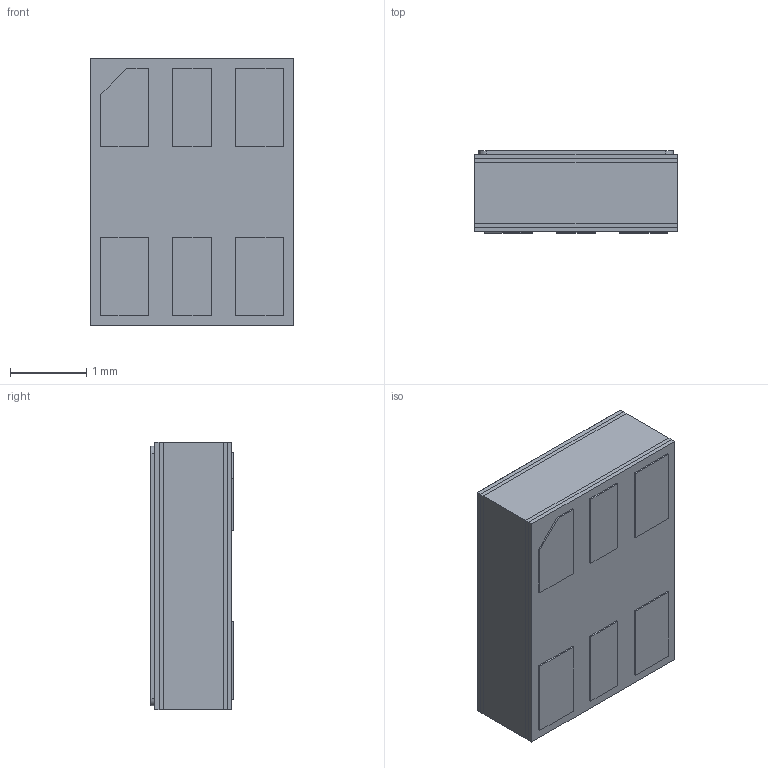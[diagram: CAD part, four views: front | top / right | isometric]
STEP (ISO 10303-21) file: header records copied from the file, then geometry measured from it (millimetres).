
FILE_DESCRIPTION (( 'STEP AP214' ), '1' );
FILE_NAME ('ICS-40181.STEP', '2018-04-06T20:25:00', ( '' ), ( '' ), 'SwSTEP 2.0', 'SolidWorks 2017', '' );
FILE_SCHEMA (( 'AUTOMOTIVE_DESIGN' ));
Length unit declared in the file: millimetre
Products named in the file (1): ICS-40181
Bounding box: 2.65 x 1.08 x 3.5 mm (x, y, z)
Volume: 9.8 mm3; surface area: 118.9 mm2
Topology: 18 solids, 18 shells, 188 faces, 426 edges, 284 vertices
Faces by surface type: plane 176, cylinder 12
Entity records: 5393 total; most frequent: CARTESIAN_POINT 899, ORIENTED_EDGE 852, DIRECTION 828, EDGE_CURVE 426, VECTOR 402, LINE 402, VERTEX_POINT 284, EDGE_LOOP 214
